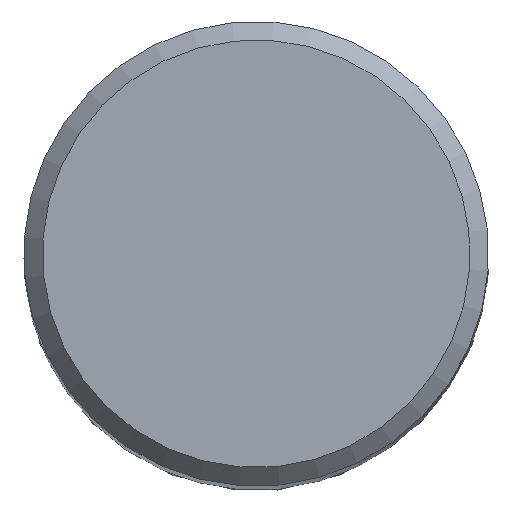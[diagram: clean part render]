
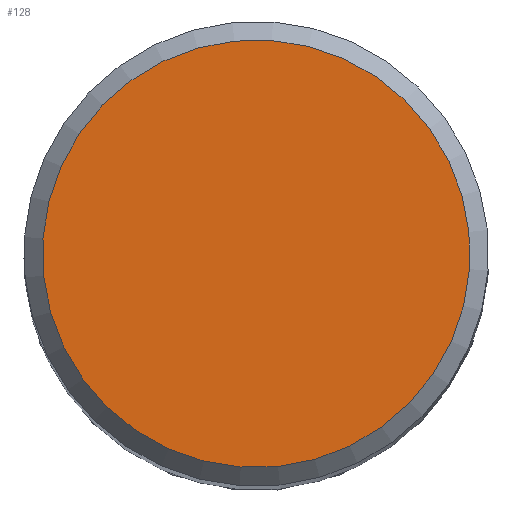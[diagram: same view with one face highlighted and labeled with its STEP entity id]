
A CAD part, top view. The second image highlights one B-rep face of the part: STEP entity #128.
In plain terms, the highlighted planar face has unit normal (0, 0, 1).
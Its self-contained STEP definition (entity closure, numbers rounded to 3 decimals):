
#106=FACE_OUTER_BOUND('',#183,.T.);
#109=PLANE('',#378);
#128=ADVANCED_FACE('',(#106),#109,.F.);
#183=EDGE_LOOP('',(#209));
#209=ORIENTED_EDGE('',*,*,#241,.F.);
#227=VERTEX_POINT('',#620);
#241=EDGE_CURVE('',#227,#227,#254,.T.);
#254=CIRCLE('',#377,11.497);
#377=AXIS2_PLACEMENT_3D('',#619,#441,#442);
#378=AXIS2_PLACEMENT_3D('',#621,#443,#444);
#441=DIRECTION('',(0.,0.,-1.));
#442=DIRECTION('',(-0.586,0.81,0.));
#443=DIRECTION('',(0.,0.,-1.));
#444=DIRECTION('',(0.586,-0.81,0.));
#619=CARTESIAN_POINT('',(0.,0.,
0.));
#620=CARTESIAN_POINT('',(-6.736,9.317,0.));
#621=CARTESIAN_POINT('',(0.,0.,
0.));
